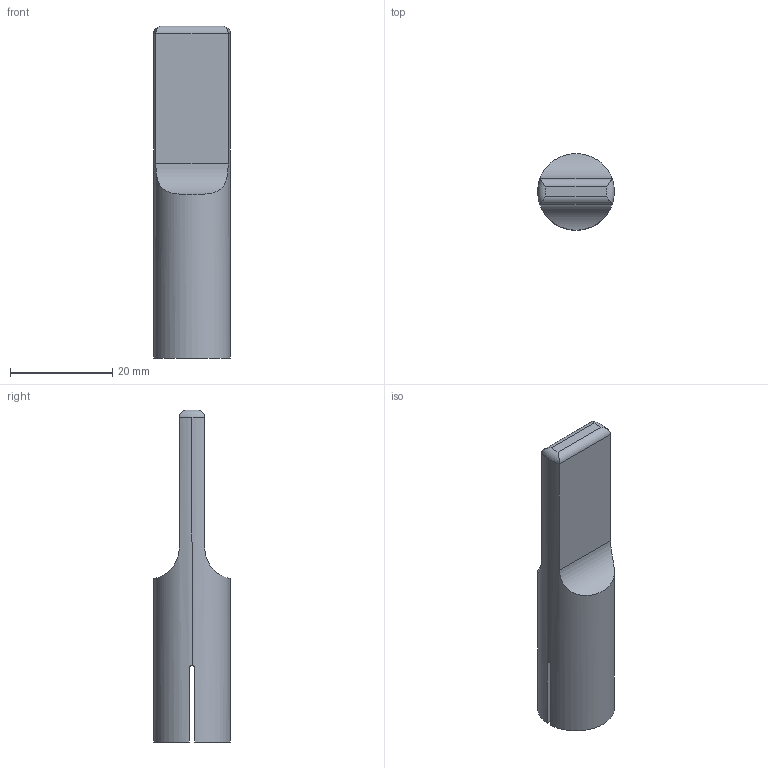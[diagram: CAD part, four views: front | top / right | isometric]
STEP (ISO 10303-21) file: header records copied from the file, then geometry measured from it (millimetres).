
FILE_SCHEMA(('CONFIG_CONTROL_DESIGN'));
Length unit declared in the file: inch
Products named in the file (1): X-Acto Knife Cap 11mm
Bounding box: 15 x 15 x 65 mm (x, y, z)
Volume: 2673 mm3; surface area: 5323.6 mm2
Topology: 1 solids, 1 shells, 62 faces, 194 edges, 151 vertices
Faces by surface type: plane 20, bspline 16, cylinder 14, torus 8, cone 4
Entity records: 3665 total; most frequent: CARTESIAN_POINT 2154, ORIENTED_EDGE 336, DIRECTION 188, EDGE_CURVE 168, VERTEX_POINT 112, AXIS2_PLACEMENT_3D 84, B_SPLINE_CURVE_WITH_KNOTS 84, VECTOR 66
